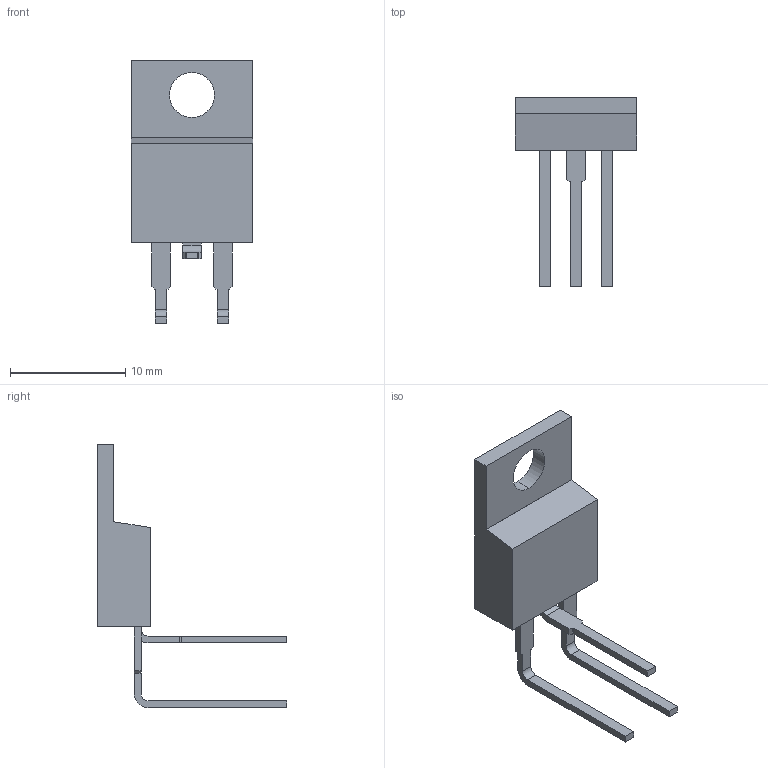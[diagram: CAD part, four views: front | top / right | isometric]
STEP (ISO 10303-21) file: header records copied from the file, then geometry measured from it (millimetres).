
FILE_DESCRIPTION (( 'STEP AP203' ), '1' );
FILE_NAME ('TO-220-1_H.STEP', '2024-08-09T00:13:20', ( '' ), ( '' ), 'SwSTEP 2.0', 'SolidWorks 2013', '' );
FILE_SCHEMA (( 'CONFIG_CONTROL_DESIGN' ));
Length unit declared in the file: millimetre
Products named in the file (1): TO-220-1_H
Bounding box: 10.5 x 16.4 x 22.8 mm (x, y, z)
Volume: 548.6 mm3; surface area: 698.6 mm2
Topology: 1 solids, 1 shells, 56 faces, 153 edges, 102 vertices
Faces by surface type: plane 48, cylinder 8
Entity records: 1834 total; most frequent: CARTESIAN_POINT 312, ORIENTED_EDGE 306, DIRECTION 283, EDGE_CURVE 153, VECTOR 137, LINE 137, VERTEX_POINT 102, AXIS2_PLACEMENT_3D 73
